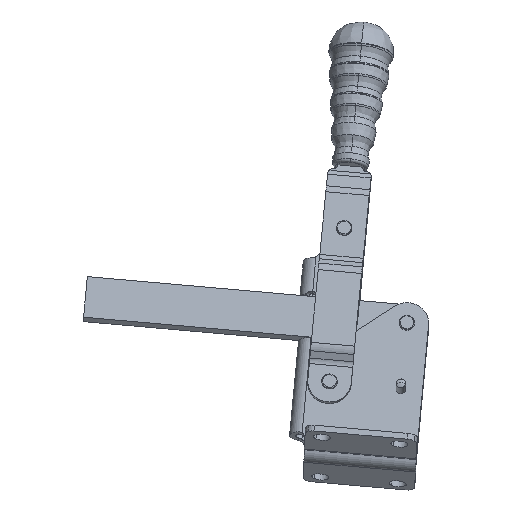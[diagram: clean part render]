
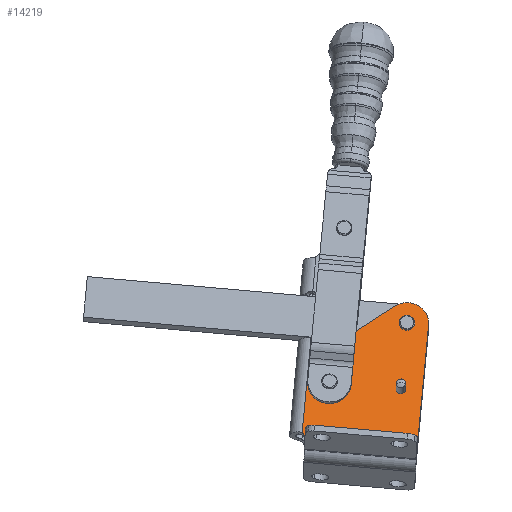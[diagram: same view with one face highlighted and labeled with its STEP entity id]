
A CAD part, front view. The second image highlights one B-rep face of the part: STEP entity #14219.
In plain terms, the highlighted planar face has unit normal (0.016, -0.935, 0.354).
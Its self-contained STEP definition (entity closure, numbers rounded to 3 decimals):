
#2822=CARTESIAN_POINT('',(-8.974,31.15,87.116));
#2823=VERTEX_POINT('',#2822);
#2840=CARTESIAN_POINT('',(0.375,30.031,83.749));
#2841=VERTEX_POINT('',#2840);
#2848=CARTESIAN_POINT('',(-4.3,30.59,85.432));
#2849=DIRECTION('',(-0.016,0.935,-0.355));
#2850=DIRECTION('',(-0.935,0.112,0.337));
#2851=AXIS2_PLACEMENT_3D('',#2848,#2849,#2850);
#2852=CIRCLE('',#2851,5.);
#2853=EDGE_CURVE('',#2823,#2841,#2852,.T.);
#3872=CARTESIAN_POINT('',(-11.331,14.252,42.656));
#3873=VERTEX_POINT('',#3872);
#3889=CARTESIAN_POINT('',(-5.332,14.317,42.562));
#3890=VERTEX_POINT('',#3889);
#3897=CARTESIAN_POINT('',(-11.319,14.334,42.871));
#3898=VERTEX_POINT('',#3897);
#3899=CARTESIAN_POINT('',(-8.331,14.284,42.609));
#3900=DIRECTION('',(-0.016,0.935,-0.355));
#3901=DIRECTION('',(0.996,-0.016,-0.088));
#3902=AXIS2_PLACEMENT_3D('',#3899,#3900,#3901);
#3903=CIRCLE('',#3902,3.0);
#3904=EDGE_CURVE('',#3898,#3890,#3903,.T.);
#3906=CARTESIAN_POINT('',(-8.331,14.284,42.609));
#3907=DIRECTION('',(-0.016,0.935,-0.355));
#3908=DIRECTION('',(0.996,-0.016,-0.088));
#3909=AXIS2_PLACEMENT_3D('',#3906,#3907,#3908);
#3910=CIRCLE('',#3909,3.0);
#3911=EDGE_CURVE('',#3873,#3898,#3910,.T.);
#4776=CARTESIAN_POINT('',(-45.17,11.363,36.541));
#4777=VERTEX_POINT('',#4776);
#4786=CARTESIAN_POINT('',(-40.206,14.803,45.392));
#4787=VERTEX_POINT('',#4786);
#4788=CARTESIAN_POINT('',(-54.148,15.039,46.635));
#4789=DIRECTION('',(-0.016,0.935,-0.355));
#4790=DIRECTION('',(0.641,-0.263,-0.721));
#4791=AXIS2_PLACEMENT_3D('',#4788,#4789,#4790);
#4792=CIRCLE('',#4791,14.);
#4793=EDGE_CURVE('',#4787,#4777,#4792,.T.);
#5343=CARTESIAN_POINT('',(-46.636,25.915,74.983));
#5344=VERTEX_POINT('',#5343);
#5353=CARTESIAN_POINT('',(-41.915,26.764,77.013));
#5354=VERTEX_POINT('',#5353);
#5355=CARTESIAN_POINT('',(-50.511,30.996,88.554));
#5356=DIRECTION('',(0.016,-0.935,0.355));
#5357=DIRECTION('',(0.258,-0.339,-0.905));
#5358=AXIS2_PLACEMENT_3D('',#5355,#5356,#5357);
#5359=CIRCLE('',#5358,15.);
#5360=EDGE_CURVE('',#5344,#5354,#5359,.T.);
#5748=CARTESIAN_POINT('',(-70.755,2.335,13.866));
#5749=VERTEX_POINT('',#5748);
#5758=CARTESIAN_POINT('',(-71.717,2.633,14.697));
#5759=VERTEX_POINT('',#5758);
#5760=CARTESIAN_POINT('',(-74.586,1.139,10.884));
#5761=DIRECTION('',(0.016,-0.935,0.355));
#5762=DIRECTION('',(0.766,0.239,0.596));
#5763=AXIS2_PLACEMENT_3D('',#5760,#5761,#5762);
#5764=CIRCLE('',#5763,5.0);
#5765=EDGE_CURVE('',#5749,#5759,#5764,.T.);
#5944=CARTESIAN_POINT('',(-12.323,34.54,96.204));
#5945=VERTEX_POINT('',#5944);
#5952=CARTESIAN_POINT('',(9.645,30.361,84.207));
#5953=VERTEX_POINT('',#5952);
#5954=CARTESIAN_POINT('',(-4.3,30.59,85.432));
#5955=DIRECTION('',(0.016,-0.935,0.355));
#5956=DIRECTION('',(0.996,-0.016,-0.088));
#5957=AXIS2_PLACEMENT_3D('',#5954,#5955,#5956);
#5958=CIRCLE('',#5957,14.0);
#5959=EDGE_CURVE('',#5953,#5945,#5958,.T.);
#14102=CARTESIAN_POINT('',(1.757,-1.542,0.422));
#14103=DIRECTION('',(0.016,-0.935,0.355));
#14104=DIRECTION('',(-0.088,-0.354,-0.931));
#14105=AXIS2_PLACEMENT_3D('',#14102,#14103,#14104);
#14106=PLANE('',#14105);
#14107=CARTESIAN_POINT('',(-69.606,1.057,10.447));
#14108=VERTEX_POINT('',#14107);
#14109=CARTESIAN_POINT('',(2.108,-0.124,4.146));
#14110=VERTEX_POINT('',#14109);
#14111=CARTESIAN_POINT('',(-69.606,1.057,10.447));
#14112=DIRECTION('',(0.996,-0.016,-0.088));
#14113=VECTOR('',#14112,72.0);
#14114=LINE('',#14111,#14113);
#14115=EDGE_CURVE('',#14108,#14110,#14114,.T.);
#14116=ORIENTED_EDGE('',*,*,#14115,.T.);
#14117=CARTESIAN_POINT('',(2.108,-0.124,4.146));
#14118=DIRECTION('',(0.088,0.354,0.931));
#14119=VECTOR('',#14118,86.);
#14120=LINE('',#14117,#14119);
#14121=EDGE_CURVE('',#14110,#5953,#14120,.T.);
#14122=ORIENTED_EDGE('',*,*,#14121,.T.);
#14123=ORIENTED_EDGE('',*,*,#5959,.T.);
#14124=CARTESIAN_POINT('',(-12.323,34.54,96.204));
#14125=DIRECTION('',(-0.819,-0.215,-0.531));
#14126=VECTOR('',#14125,36.117);
#14127=LINE('',#14124,#14126);
#14128=EDGE_CURVE('',#5945,#5354,#14127,.T.);
#14129=ORIENTED_EDGE('',*,*,#14128,.T.);
#14130=ORIENTED_EDGE('',*,*,#5360,.F.);
#14131=CARTESIAN_POINT('',(-51.826,25.679,74.59));
#14132=VERTEX_POINT('',#14131);
#14133=CARTESIAN_POINT('',(-50.511,30.996,88.554));
#14134=DIRECTION('',(0.016,-0.935,0.355));
#14135=DIRECTION('',(0.258,-0.339,-0.905));
#14136=AXIS2_PLACEMENT_3D('',#14133,#14134,#14135);
#14137=CIRCLE('',#14136,15.);
#14138=EDGE_CURVE('',#14132,#5344,#14137,.T.);
#14139=ORIENTED_EDGE('',*,*,#14138,.F.);
#14140=CARTESIAN_POINT('',(-65.962,25.912,75.832));
#14141=VERTEX_POINT('',#14140);
#14142=CARTESIAN_POINT('',(-51.826,25.679,74.59));
#14143=DIRECTION('',(-0.996,0.016,0.088));
#14144=VECTOR('',#14143,14.192);
#14145=LINE('',#14142,#14144);
#14146=EDGE_CURVE('',#14132,#14141,#14145,.T.);
#14147=ORIENTED_EDGE('',*,*,#14146,.T.);
#14148=CARTESIAN_POINT('',(-71.717,2.633,14.697));
#14149=DIRECTION('',(0.088,0.354,0.931));
#14150=VECTOR('',#14149,65.67);
#14151=LINE('',#14148,#14150);
#14152=EDGE_CURVE('',#5759,#14141,#14151,.T.);
#14153=ORIENTED_EDGE('',*,*,#14152,.F.);
#14154=ORIENTED_EDGE('',*,*,#5765,.F.);
#14155=CARTESIAN_POINT('',(-74.586,1.139,10.884));
#14156=DIRECTION('',(0.016,-0.935,0.355));
#14157=DIRECTION('',(0.766,0.239,0.596));
#14158=AXIS2_PLACEMENT_3D('',#14155,#14156,#14157);
#14159=CIRCLE('',#14158,5.0);
#14160=EDGE_CURVE('',#14108,#5749,#14159,.T.);
#14161=ORIENTED_EDGE('',*,*,#14160,.F.);
#14162=EDGE_LOOP('',(#14116,#14122,#14123,#14129,#14130,#14139,#14147,#14153,#14154,#14161));
#14163=FACE_OUTER_BOUND('',#14162,.T.);
#14164=ORIENTED_EDGE('',*,*,#2853,.T.);
#14165=CARTESIAN_POINT('',(-4.3,30.59,85.432));
#14166=DIRECTION('',(-0.016,0.935,-0.355));
#14167=DIRECTION('',(-0.935,0.112,0.337));
#14168=AXIS2_PLACEMENT_3D('',#14165,#14166,#14167);
#14169=CIRCLE('',#14168,5.);
#14170=EDGE_CURVE('',#2841,#2823,#14169,.T.);
#14171=ORIENTED_EDGE('',*,*,#14170,.T.);
#14172=EDGE_LOOP('',(#14164,#14171));
#14173=FACE_BOUND('',#14172,.T.);
#14174=CARTESIAN_POINT('',(-68.091,15.276,47.877));
#14175=VERTEX_POINT('',#14174);
#14176=CARTESIAN_POINT('',(-67.098,19.232,58.268));
#14177=VERTEX_POINT('',#14176);
#14178=CARTESIAN_POINT('',(-68.091,15.276,47.877));
#14179=DIRECTION('',(0.089,0.354,0.931));
#14180=VECTOR('',#14179,11.162);
#14181=LINE('',#14178,#14180);
#14182=EDGE_CURVE('',#14175,#14177,#14181,.T.);
#14183=ORIENTED_EDGE('',*,*,#14182,.T.);
#14184=CARTESIAN_POINT('',(-39.212,18.759,55.782));
#14185=VERTEX_POINT('',#14184);
#14186=CARTESIAN_POINT('',(-67.098,19.232,58.268));
#14187=DIRECTION('',(0.996,-0.017,-0.089));
#14188=VECTOR('',#14187,28.);
#14189=LINE('',#14186,#14188);
#14190=EDGE_CURVE('',#14177,#14185,#14189,.T.);
#14191=ORIENTED_EDGE('',*,*,#14190,.T.);
#14192=CARTESIAN_POINT('',(-39.212,18.759,55.782));
#14193=DIRECTION('',(-0.089,-0.354,-0.931));
#14194=VECTOR('',#14193,11.162);
#14195=LINE('',#14192,#14194);
#14196=EDGE_CURVE('',#14185,#4787,#14195,.T.);
#14197=ORIENTED_EDGE('',*,*,#14196,.T.);
#14198=ORIENTED_EDGE('',*,*,#4793,.T.);
#14199=CARTESIAN_POINT('',(-54.148,15.039,46.635));
#14200=DIRECTION('',(-0.016,0.935,-0.355));
#14201=DIRECTION('',(0.641,-0.263,-0.721));
#14202=AXIS2_PLACEMENT_3D('',#14199,#14200,#14201);
#14203=CIRCLE('',#14202,14.);
#14204=EDGE_CURVE('',#4777,#14175,#14203,.T.);
#14205=ORIENTED_EDGE('',*,*,#14204,.T.);
#14206=EDGE_LOOP('',(#14183,#14191,#14197,#14198,#14205));
#14207=FACE_BOUND('',#14206,.T.);
#14208=ORIENTED_EDGE('',*,*,#3904,.T.);
#14209=CARTESIAN_POINT('',(-8.331,14.284,42.609));
#14210=DIRECTION('',(-0.016,0.935,-0.355));
#14211=DIRECTION('',(0.996,-0.016,-0.088));
#14212=AXIS2_PLACEMENT_3D('',#14209,#14210,#14211);
#14213=CIRCLE('',#14212,3.0);
#14214=EDGE_CURVE('',#3890,#3873,#14213,.T.);
#14215=ORIENTED_EDGE('',*,*,#14214,.T.);
#14216=ORIENTED_EDGE('',*,*,#3911,.T.);
#14217=EDGE_LOOP('',(#14208,#14215,#14216));
#14218=FACE_BOUND('',#14217,.T.);
#14219=ADVANCED_FACE('',(#14163,#14173,#14207,#14218),#14106,.T.);
